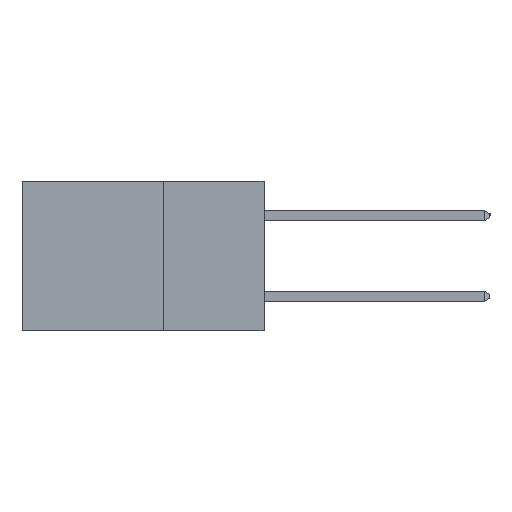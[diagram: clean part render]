
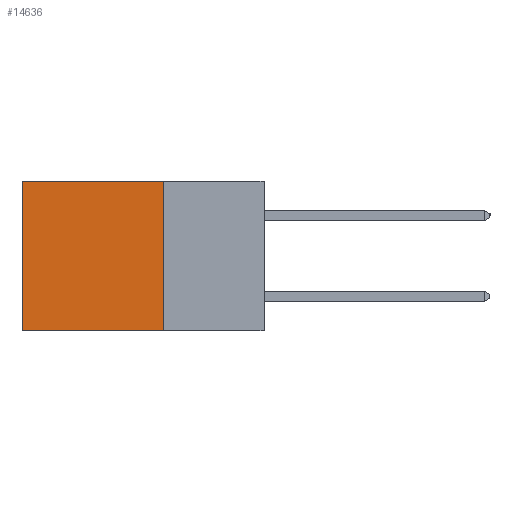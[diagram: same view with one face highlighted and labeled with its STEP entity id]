
A CAD part, left-side view. The second image highlights one B-rep face of the part: STEP entity #14636.
In plain terms, the highlighted planar face has unit normal (-1, 0, 0).
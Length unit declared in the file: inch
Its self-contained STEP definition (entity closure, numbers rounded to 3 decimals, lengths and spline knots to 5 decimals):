
#326 = EDGE_CURVE ( 'NONE', #3451, #14888, #6108, .T. ) ;
#433 = AXIS2_PLACEMENT_3D ( 'NONE', #11175, #3450, #12425 ) ;
#610 = FACE_OUTER_BOUND ( 'NONE', #12029, .T. ) ;
#1222 = DIRECTION ( 'NONE',  ( 0., 1., 0. ) ) ;
#2535 = EDGE_CURVE ( 'NONE', #14888, #12578, #7167, .T. ) ;
#2627 = CARTESIAN_POINT ( 'NONE',  ( 0.298, 0.25, 0. ) ) ;
#2936 = CARTESIAN_POINT ( 'NONE',  ( 0.298, 0.25, 0. ) ) ;
#3260 = VERTEX_POINT ( 'NONE', #12098 ) ;
#3450 = DIRECTION ( 'NONE',  ( 1., 0., 0. ) ) ;
#3451 = VERTEX_POINT ( 'NONE', #2627 ) ;
#3762 = CARTESIAN_POINT ( 'NONE',  ( 0.298, 0.25, -0.37 ) ) ;
#3908 = ORIENTED_EDGE ( 'NONE', *, *, #4894, .T. ) ;
#4894 = EDGE_CURVE ( 'NONE', #3451, #3260, #9054, .T. ) ;
#4975 = LINE ( 'NONE', #10835, #14752 ) ;
#5459 = EDGE_CURVE ( 'NONE', #3260, #12578, #4975, .T. ) ;
#6108 = LINE ( 'NONE', #2936, #9086 ) ;
#6174 = CARTESIAN_POINT ( 'NONE',  ( 0.298, 0.25, -0.37 ) ) ;
#7167 = LINE ( 'NONE', #6174, #13863 ) ;
#7925 = CARTESIAN_POINT ( 'NONE',  ( 0.298, 0.6, -0.37 ) ) ;
#8121 = DIRECTION ( 'NONE',  ( 0., 1., 0. ) ) ;
#8367 = ORIENTED_EDGE ( 'NONE', *, *, #5459, .T. ) ;
#8638 = PLANE ( 'NONE',  #433 ) ;
#9054 = LINE ( 'NONE', #12025, #12400 ) ;
#9086 = VECTOR ( 'NONE', #15805, 39.37008 ) ;
#10835 = CARTESIAN_POINT ( 'NONE',  ( 0.298, 0.6, 0. ) ) ;
#11175 = CARTESIAN_POINT ( 'NONE',  ( 0.298, 0.25, 0. ) ) ;
#12025 = CARTESIAN_POINT ( 'NONE',  ( 0.298, 0.25, 0. ) ) ;
#12029 = EDGE_LOOP ( 'NONE', ( #8367, #13200, #12057, #3908 ) ) ;
#12057 = ORIENTED_EDGE ( 'NONE', *, *, #326, .F. ) ;
#12098 = CARTESIAN_POINT ( 'NONE',  ( 0.298, 0.6, 0. ) ) ;
#12400 = VECTOR ( 'NONE', #8121, 39.37008 ) ;
#12425 = DIRECTION ( 'NONE',  ( 0., 0., -1. ) ) ;
#12578 = VERTEX_POINT ( 'NONE', #7925 ) ;
#13200 = ORIENTED_EDGE ( 'NONE', *, *, #2535, .F. ) ;
#13863 = VECTOR ( 'NONE', #1222, 39.37008 ) ;
#14636 = ADVANCED_FACE ( 'NONE', ( #610 ), #8638, .F. ) ;
#14752 = VECTOR ( 'NONE', #15189, 39.37008 ) ;
#14888 = VERTEX_POINT ( 'NONE', #3762 ) ;
#15189 = DIRECTION ( 'NONE',  ( 0., 0., -1. ) ) ;
#15805 = DIRECTION ( 'NONE',  ( 0., 0., -1. ) ) ;
